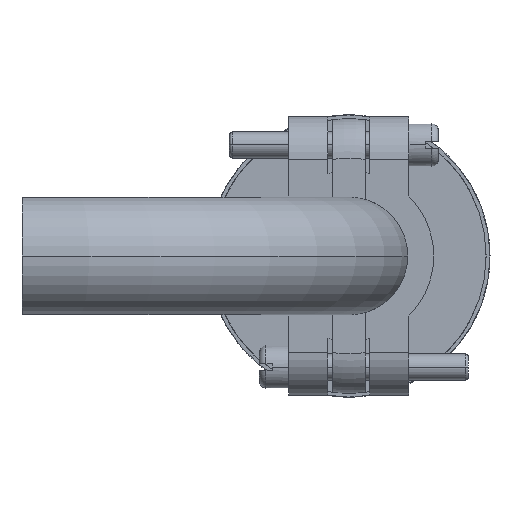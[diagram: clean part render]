
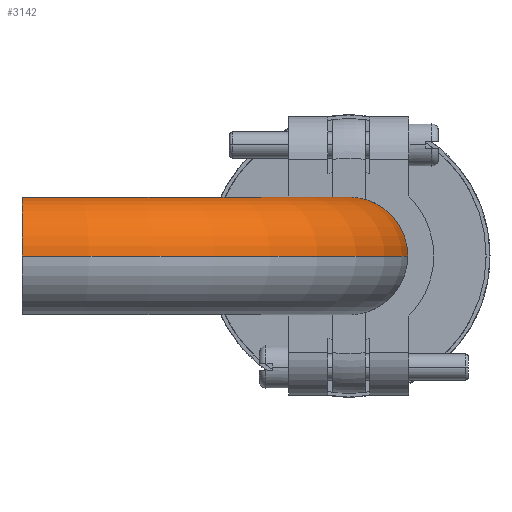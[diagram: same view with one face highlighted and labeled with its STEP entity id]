
A CAD part, front view. The second image highlights one B-rep face of the part: STEP entity #3142.
In plain terms, the highlighted toroidal (fillet/blend) face has major radius 50 mm and minor radius 9 mm.
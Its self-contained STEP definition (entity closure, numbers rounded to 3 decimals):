
#272 = ORIENTED_EDGE ( 'NONE', *, *, #20032, .T. ) ;
#448 = AXIS2_PLACEMENT_3D ( 'NONE', #17540, #6980, #19325 ) ;
#885 = CARTESIAN_POINT ( 'NONE',  ( 9., -83.1, 0. ) ) ;
#1170 = CARTESIAN_POINT ( 'NONE',  ( 0., -83.1, 0. ) ) ;
#1767 = CIRCLE ( 'NONE', #448, 41. ) ;
#2312 = CARTESIAN_POINT ( 'NONE',  ( -50., -83.1, 0. ) ) ;
#2924 = DIRECTION ( 'NONE',  ( 1., 0., 0. ) ) ;
#3124 = AXIS2_PLACEMENT_3D ( 'NONE', #14495, #3948, #16268 ) ;
#3142 = ADVANCED_FACE ( 'NONE', ( #18850 ), #9450, .T. ) ;
#3357 = DIRECTION ( 'NONE',  ( 0., 0., 1. ) ) ;
#3511 = ORIENTED_EDGE ( 'NONE', *, *, #4911, .T. ) ;
#3948 = DIRECTION ( 'NONE',  ( -1., 0.001, 0. ) ) ;
#4081 = DIRECTION ( 'NONE',  ( 1., 0., 0. ) ) ;
#4911 = EDGE_CURVE ( 'NONE', #19261, #9032, #11636, .T. ) ;
#6366 = ORIENTED_EDGE ( 'NONE', *, *, #20862, .F. ) ;
#6980 = DIRECTION ( 'NONE',  ( 0., 0., 1. ) ) ;
#7350 = CIRCLE ( 'NONE', #3124, 9. ) ;
#8138 = CIRCLE ( 'NONE', #8607, 59. ) ;
#8497 = CARTESIAN_POINT ( 'NONE',  ( -50., -83.1, 0. ) ) ;
#8607 = AXIS2_PLACEMENT_3D ( 'NONE', #2312, #14652, #4081 ) ;
#8753 = VERTEX_POINT ( 'NONE', #16117 ) ;
#9032 = VERTEX_POINT ( 'NONE', #15282 ) ;
#9450 = TOROIDAL_SURFACE ( 'NONE', #19400, 50., 9. ) ;
#11636 = CIRCLE ( 'NONE', #15869, 9. ) ;
#13488 = DIRECTION ( 'NONE',  ( 0., -1., 0. ) ) ;
#14276 = EDGE_CURVE ( 'NONE', #22360, #8753, #7350, .T. ) ;
#14495 = CARTESIAN_POINT ( 'NONE',  ( -50.033, -133.1, 0. ) ) ;
#14652 = DIRECTION ( 'NONE',  ( 0., 0., 1. ) ) ;
#15282 = CARTESIAN_POINT ( 'NONE',  ( -9., -83.1, 0. ) ) ;
#15619 = CARTESIAN_POINT ( 'NONE',  ( -50.039, -142.1, 0. ) ) ;
#15869 = AXIS2_PLACEMENT_3D ( 'NONE', #1170, #13488, #2924 ) ;
#16117 = CARTESIAN_POINT ( 'NONE',  ( -50.027, -124.1, 0. ) ) ;
#16268 = DIRECTION ( 'NONE',  ( -0.001, -1., 0. ) ) ;
#17540 = CARTESIAN_POINT ( 'NONE',  ( -50., -83.1, 0. ) ) ;
#17648 = EDGE_LOOP ( 'NONE', ( #18651, #272, #3511, #6366 ) ) ;
#18651 = ORIENTED_EDGE ( 'NONE', *, *, #14276, .F. ) ;
#18850 = FACE_OUTER_BOUND ( 'NONE', #17648, .T. ) ;
#19261 = VERTEX_POINT ( 'NONE', #885 ) ;
#19325 = DIRECTION ( 'NONE',  ( 1., 0., 0. ) ) ;
#19400 = AXIS2_PLACEMENT_3D ( 'NONE', #8497, #3357, #21004 ) ;
#20032 = EDGE_CURVE ( 'NONE', #22360, #19261, #8138, .T. ) ;
#20862 = EDGE_CURVE ( 'NONE', #8753, #9032, #1767, .T. ) ;
#21004 = DIRECTION ( 'NONE',  ( 1., 0., 0. ) ) ;
#22360 = VERTEX_POINT ( 'NONE', #15619 ) ;
